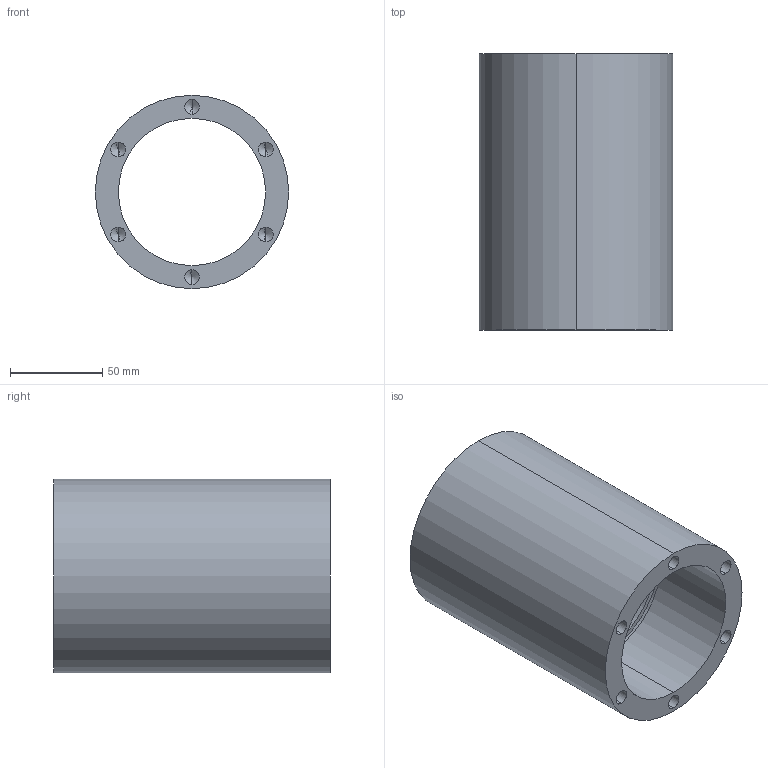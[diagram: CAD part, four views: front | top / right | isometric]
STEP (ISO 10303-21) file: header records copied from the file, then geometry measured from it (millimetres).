
FILE_DESCRIPTION (( 'STEP AP214' ), '1' );
FILE_NAME ('Ainesputki malli.STEP', '2025-07-22T16:04:55', ( '' ), ( '' ), 'SwSTEP 2.0', 'SolidWorks 2023', '' );
FILE_SCHEMA (( 'AUTOMOTIVE_DESIGN' ));
Length unit declared in the file: millimetre
Products named in the file (1): Ainesputki malli
Bounding box: 105 x 150 x 105 mm (x, y, z)
Volume: 530815.4 mm3; surface area: 101957 mm2
Topology: 1 solids, 1 shells, 60 faces, 132 edges, 74 vertices
Faces by surface type: cylinder 28, cone 24, plane 8
Entity records: 1595 total; most frequent: DIRECTION 310, CARTESIAN_POINT 255, ORIENTED_EDGE 240, AXIS2_PLACEMENT_3D 129, EDGE_CURVE 120, EDGE_LOOP 74, VERTEX_POINT 74, CIRCLE 68
